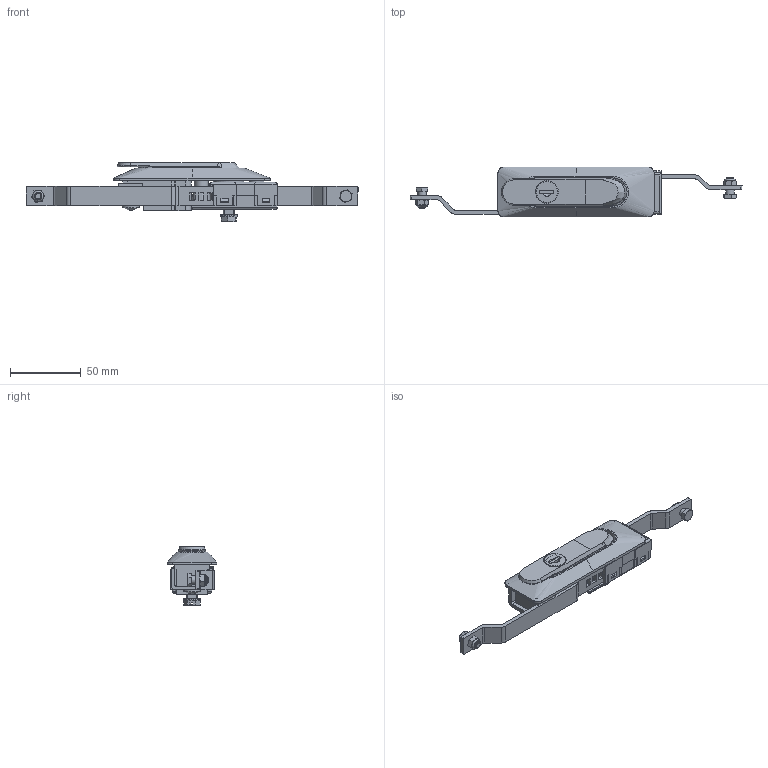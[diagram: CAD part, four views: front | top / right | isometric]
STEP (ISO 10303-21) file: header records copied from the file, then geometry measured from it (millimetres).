
FILE_DESCRIPTION (( 'STEP AP203' ), '1' );
FILE_NAME ('309.20.2.32.00.STEP', '2021-02-26T11:54:39', ( '' ), ( '' ), 'SwSTEP 2.0', 'SolidWorks 2019', '' );
FILE_SCHEMA (( 'CONFIG_CONTROL_DESIGN' ));
Length unit declared in the file: millimetre
Products named in the file (1): 309.20.2.32.00
Bounding box: 233.99 x 35 x 42 mm (x, y, z)
Volume: 66798 mm3; surface area: 57507.6 mm2
Topology: 20 solids, 20 shells, 1440 faces, 4152 edges, 2788 vertices
Faces by surface type: plane 764, cylinder 350, bspline 193, cone 61, torus 57, sphere 15
Full cylindrical faces by diameter (mm): 2 x2, 3.8 x2, 4 x2, 4.2 x8, 4.5 x2, 4.6 x1, 5 x4, 5.5 x3, 6 x3, 6.5 x1, 7.6 x2, 8 x3, 10 x3, 10.5 x2, 10.7 x1, 12 x3, 12.2 x1, 12.5 x1, 13.8 x1, 14 x1, 15 x1, 15.1 x1, 15.7 x1, 16 x1, 16.2 x1, 20 x2, 21.8 x1
Entity records: 56670 total; most frequent: CARTESIAN_POINT 21547, ORIENTED_EDGE 8032, DIRECTION 6167, EDGE_CURVE 4016, VERTEX_POINT 2744, AXIS2_PLACEMENT_3D 2101, LINE 1965, VECTOR 1965
